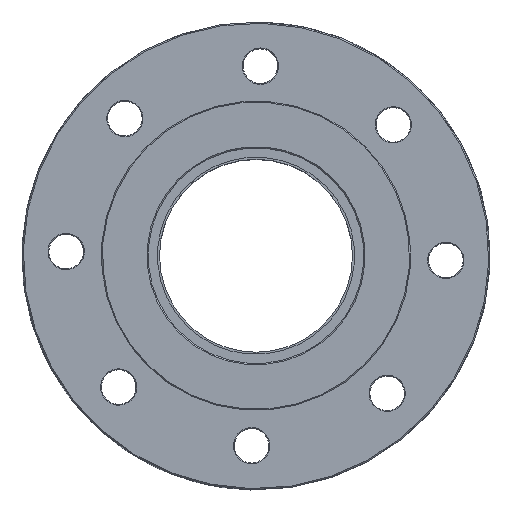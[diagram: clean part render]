
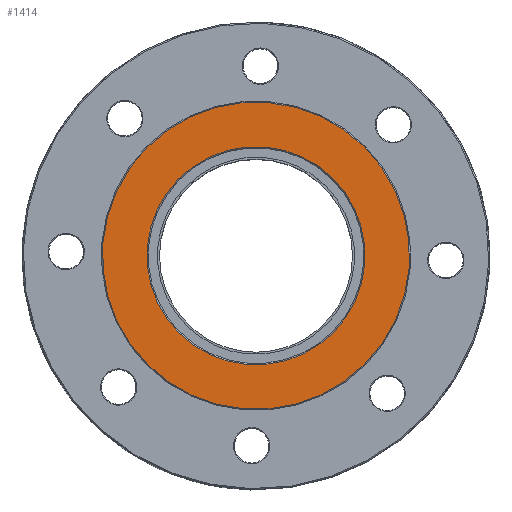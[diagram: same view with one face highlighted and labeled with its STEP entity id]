
A CAD part, top view. The second image highlights one B-rep face of the part: STEP entity #1414.
In plain terms, the highlighted face is planar.
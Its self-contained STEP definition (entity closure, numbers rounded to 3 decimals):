
#68 = CARTESIAN_POINT ( 'NONE',  ( 0., 0., 0. ) ) ;
#108 = EDGE_LOOP ( 'NONE', ( #880, #342 ) ) ;
#115 = AXIS2_PLACEMENT_3D ( 'NONE', #3280, #3111, #3054 ) ;
#170 = CIRCLE ( 'NONE', #664, 37.25 ) ;
#224 = AXIS2_PLACEMENT_3D ( 'NONE', #2742, #950, #3060 ) ;
#342 = ORIENTED_EDGE ( 'NONE', *, *, #979, .T. ) ;
#464 = ORIENTED_EDGE ( 'NONE', *, *, #1311, .T. ) ;
#592 = AXIS2_PLACEMENT_3D ( 'NONE', #3339, #695, #2527 ) ;
#628 = VERTEX_POINT ( 'NONE', #3413 ) ;
#664 = AXIS2_PLACEMENT_3D ( 'NONE', #3196, #789, #2516 ) ;
#695 = DIRECTION ( 'NONE',  ( 0., -1., 0. ) ) ;
#789 = DIRECTION ( 'NONE',  ( 0., -1., 0. ) ) ;
#880 = ORIENTED_EDGE ( 'NONE', *, *, #1298, .T. ) ;
#950 = DIRECTION ( 'NONE',  ( 0., 1., 0. ) ) ;
#961 = DIRECTION ( 'NONE',  ( 1., 0., 0. ) ) ;
#979 = EDGE_CURVE ( 'NONE', #3760, #3320, #2721, .T. ) ;
#1298 = EDGE_CURVE ( 'NONE', #3320, #3760, #170, .T. ) ;
#1311 = EDGE_CURVE ( 'NONE', #2723, #628, #3617, .T. ) ;
#1343 = EDGE_LOOP ( 'NONE', ( #1529, #464 ) ) ;
#1414 = ADVANCED_FACE ( 'NONE', ( #2413, #1742 ), #3029, .T. ) ;
#1474 = CARTESIAN_POINT ( 'NONE',  ( -37.25, 0., 0. ) ) ;
#1529 = ORIENTED_EDGE ( 'NONE', *, *, #2395, .T. ) ;
#1704 = DIRECTION ( 'NONE',  ( 0., 1., 0. ) ) ;
#1742 = FACE_OUTER_BOUND ( 'NONE', #108, .T. ) ;
#1767 = CARTESIAN_POINT ( 'NONE',  ( -26.45, 0., 0. ) ) ;
#1806 = AXIS2_PLACEMENT_3D ( 'NONE', #68, #1704, #961 ) ;
#1878 = CIRCLE ( 'NONE', #224, 26.45 ) ;
#2395 = EDGE_CURVE ( 'NONE', #628, #2723, #1878, .T. ) ;
#2413 = FACE_BOUND ( 'NONE', #1343, .T. ) ;
#2516 = DIRECTION ( 'NONE',  ( 1., 0., 0. ) ) ;
#2527 = DIRECTION ( 'NONE',  ( 1., 0., 0. ) ) ;
#2721 = CIRCLE ( 'NONE', #115, 37.25 ) ;
#2723 = VERTEX_POINT ( 'NONE', #1767 ) ;
#2742 = CARTESIAN_POINT ( 'NONE',  ( 0., 0., 0. ) ) ;
#3029 = PLANE ( 'NONE',  #592 ) ;
#3054 = DIRECTION ( 'NONE',  ( 1., 0., 0. ) ) ;
#3060 = DIRECTION ( 'NONE',  ( 1., 0., 0. ) ) ;
#3111 = DIRECTION ( 'NONE',  ( 0., -1., 0. ) ) ;
#3196 = CARTESIAN_POINT ( 'NONE',  ( 0., 0., 0. ) ) ;
#3235 = CARTESIAN_POINT ( 'NONE',  ( 37.25, 0., 0. ) ) ;
#3280 = CARTESIAN_POINT ( 'NONE',  ( 0., 0., 0. ) ) ;
#3320 = VERTEX_POINT ( 'NONE', #1474 ) ;
#3339 = CARTESIAN_POINT ( 'NONE',  ( -26.15, 0., 0. ) ) ;
#3413 = CARTESIAN_POINT ( 'NONE',  ( 26.45, 0., 0. ) ) ;
#3617 = CIRCLE ( 'NONE', #1806, 26.45 ) ;
#3760 = VERTEX_POINT ( 'NONE', #3235 ) ;
